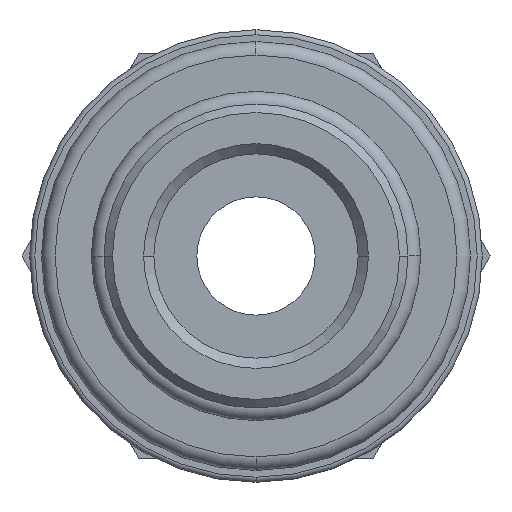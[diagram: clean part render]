
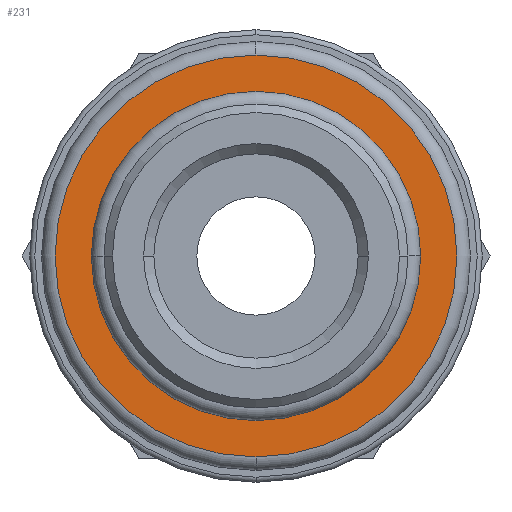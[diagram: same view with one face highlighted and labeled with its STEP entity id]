
A CAD part, front view. The second image highlights one B-rep face of the part: STEP entity #231.
In plain terms, the highlighted planar face has unit normal (0, -1, 0).
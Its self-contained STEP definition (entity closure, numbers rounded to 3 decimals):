
#231=ADVANCED_FACE('',(#487,#488),#489,.T.);
#487=FACE_BOUND('',#756,.T.);
#488=FACE_OUTER_BOUND('',#757,.T.);
#489=PLANE('',#758);
#756=EDGE_LOOP('',(#1353,#1354,#1355));
#757=EDGE_LOOP('',(#1356,#1357,#1358));
#758=AXIS2_PLACEMENT_3D('',#1359,#1360,#1361);
#1353=ORIENTED_EDGE('',*,*,#1676,.T.);
#1354=ORIENTED_EDGE('',*,*,#1665,.T.);
#1355=ORIENTED_EDGE('',*,*,#1677,.T.);
#1356=ORIENTED_EDGE('',*,*,#1673,.F.);
#1357=ORIENTED_EDGE('',*,*,#1672,.F.);
#1358=ORIENTED_EDGE('',*,*,#1536,.F.);
#1359=CARTESIAN_POINT('',(10.45,2.5,0.0));
#1360=DIRECTION('',(-0.0,-1.0,-0.0));
#1361=DIRECTION('',(-1.0,0.0,0.0));
#1536=EDGE_CURVE('',#1811,#1804,#1813,.T.);
#1665=EDGE_CURVE('',#2016,#2018,#2020,.T.);
#1672=EDGE_CURVE('',#1804,#2031,#2032,.T.);
#1673=EDGE_CURVE('',#2031,#1811,#2033,.T.);
#1676=EDGE_CURVE('',#2036,#2016,#2037,.T.);
#1677=EDGE_CURVE('',#2018,#2036,#2038,.T.);
#1804=VERTEX_POINT('',#2195);
#1811=VERTEX_POINT('',#2202);
#1813=CIRCLE('',#2204,11.9);
#2016=VERTEX_POINT('',#2541);
#2018=VERTEX_POINT('',#2543);
#2020=CIRCLE('',#2545,9.75);
#2031=VERTEX_POINT('',#2558);
#2032=CIRCLE('',#2559,11.9);
#2033=CIRCLE('',#2560,11.9);
#2036=VERTEX_POINT('',#2563);
#2037=CIRCLE('',#2564,9.75);
#2038=CIRCLE('',#2565,9.75);
#2195=CARTESIAN_POINT('',(0.,2.5,11.9));
#2202=CARTESIAN_POINT('',(0.,2.5,-11.9));
#2204=AXIS2_PLACEMENT_3D('',#2777,#2778,#2779);
#2541=CARTESIAN_POINT('',(9.75,2.5,0.));
#2543=CARTESIAN_POINT('',(-9.75,2.5,0.));
#2545=AXIS2_PLACEMENT_3D('',#3005,#3006,#3007);
#2558=CARTESIAN_POINT('',(11.9,2.5,0.0));
#2559=AXIS2_PLACEMENT_3D('',#3016,#3017,#3018);
#2560=AXIS2_PLACEMENT_3D('',#3019,#3020,#3021);
#2563=CARTESIAN_POINT('',(0.,2.5,9.75));
#2564=AXIS2_PLACEMENT_3D('',#3025,#3026,#3027);
#2565=AXIS2_PLACEMENT_3D('',#3028,#3029,#3030);
#2777=CARTESIAN_POINT('',(0.0,2.5,0.0));
#2778=DIRECTION('',(-0.0,1.0,0.0));
#2779=DIRECTION('',(1.0,0.0,0.0));
#3005=CARTESIAN_POINT('',(0.0,2.5,0.0));
#3006=DIRECTION('',(0.0,1.0,0.0));
#3007=DIRECTION('',(0.0,0.0,-1.0));
#3016=CARTESIAN_POINT('',(0.0,2.5,0.0));
#3017=DIRECTION('',(-0.0,1.0,0.0));
#3018=DIRECTION('',(1.0,0.0,0.0));
#3019=CARTESIAN_POINT('',(0.0,2.5,0.0));
#3020=DIRECTION('',(-0.0,1.0,0.0));
#3021=DIRECTION('',(1.0,0.0,0.0));
#3025=CARTESIAN_POINT('',(0.0,2.5,0.0));
#3026=DIRECTION('',(0.0,1.0,0.0));
#3027=DIRECTION('',(0.0,0.0,-1.0));
#3028=CARTESIAN_POINT('',(0.0,2.5,0.0));
#3029=DIRECTION('',(0.0,1.0,0.0));
#3030=DIRECTION('',(0.0,0.0,-1.0));
